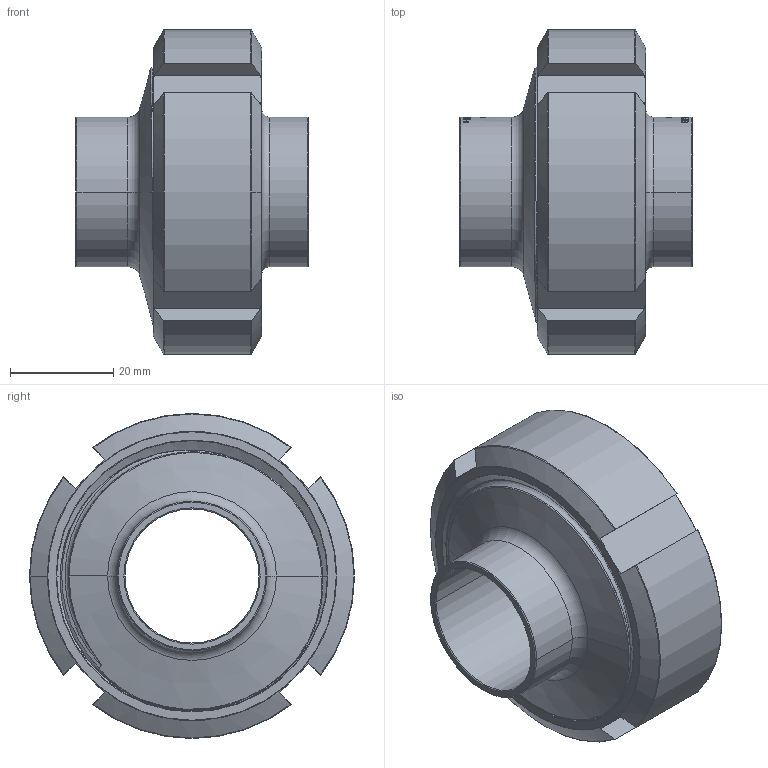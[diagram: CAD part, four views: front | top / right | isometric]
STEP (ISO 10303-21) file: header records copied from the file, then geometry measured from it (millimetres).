
FILE_DESCRIPTION (( 'STEP AP214' ), '1' );
FILE_NAME ('GL-212-025-x Verschraubung DIN11851 heco.STEP', '2017-08-28T06:52:02', ( '' ), ( '' ), 'SwSTEP 2.0', 'SolidWorks 2016', '' );
FILE_SCHEMA (( 'AUTOMOTIVE_DESIGN' ));
Length unit declared in the file: millimetre
Products named in the file (1): GL-212-025-x Verschraubung DIN11851 heco
Bounding box: 45 x 63 x 63 mm (x, y, z)
Volume: 51974.3 mm3; surface area: 30641.3 mm2
Topology: 4 solids, 4 shells, 707 faces, 1842 edges, 1205 vertices
Faces by surface type: bspline 293, plane 233, cylinder 82, torus 74, cone 25
Entity records: 54076 total; most frequent: CARTESIAN_POINT 31307, ORIENTED_EDGE 3684, DIRECTION 2097, EDGE_CURVE 1842, VERTEX_POINT 1205, B_SPLINE_CURVE_WITH_KNOTS 909, AXIS2_PLACEMENT_3D 779, EDGE_LOOP 777
